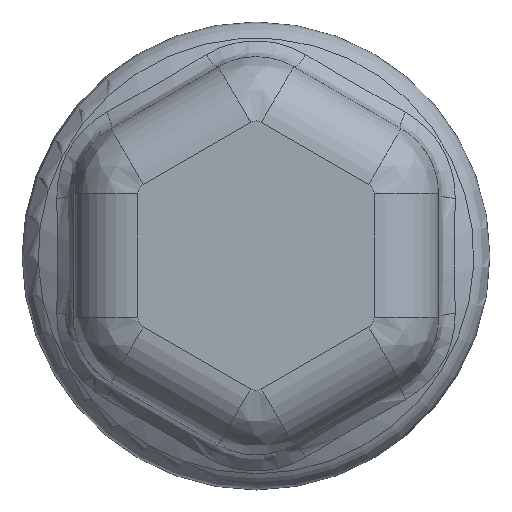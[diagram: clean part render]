
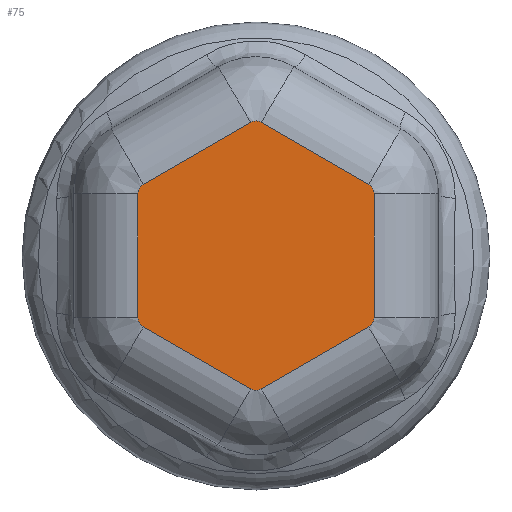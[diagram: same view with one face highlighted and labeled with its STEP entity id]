
A CAD part, top view. The second image highlights one B-rep face of the part: STEP entity #75.
In plain terms, the highlighted planar face has unit normal (0, 0, 1).
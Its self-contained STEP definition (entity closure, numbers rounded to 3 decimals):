
#75 = ADVANCED_FACE( '', ( #156 ), #157, .F. );
#156 = FACE_OUTER_BOUND( '', #322, .T. );
#157 = PLANE( '', #323 );
#322 = EDGE_LOOP( '', ( #2852, #2853, #2854, #2855, #2856, #2857, #2858, #2859, #2860, #2861, #2862, #2863 ) );
#323 = AXIS2_PLACEMENT_3D( '', #2864, #2865, #2866 );
#2852 = ORIENTED_EDGE( '', *, *, #3348, .F. );
#2853 = ORIENTED_EDGE( '', *, *, #3349, .T. );
#2854 = ORIENTED_EDGE( '', *, *, #3350, .F. );
#2855 = ORIENTED_EDGE( '', *, *, #3351, .T. );
#2856 = ORIENTED_EDGE( '', *, *, #3352, .F. );
#2857 = ORIENTED_EDGE( '', *, *, #3353, .T. );
#2858 = ORIENTED_EDGE( '', *, *, #3354, .F. );
#2859 = ORIENTED_EDGE( '', *, *, #3355, .T. );
#2860 = ORIENTED_EDGE( '', *, *, #3356, .F. );
#2861 = ORIENTED_EDGE( '', *, *, #3357, .T. );
#2862 = ORIENTED_EDGE( '', *, *, #3358, .F. );
#2863 = ORIENTED_EDGE( '', *, *, #3359, .T. );
#2864 = CARTESIAN_POINT( '', ( 8.5, -14.722, 10.5 ) );
#2865 = DIRECTION( '', ( 0., 0., -1. ) );
#2866 = DIRECTION( '', ( -0.5, -0.866, 0. ) );
#3348 = EDGE_CURVE( '', #3521, #3522, #3523, .T. );
#3349 = EDGE_CURVE( '', #3521, #3524, #3525, .T. );
#3350 = EDGE_CURVE( '', #3526, #3524, #3527, .T. );
#3351 = EDGE_CURVE( '', #3526, #3528, #3529, .T. );
#3352 = EDGE_CURVE( '', #3530, #3528, #3531, .T. );
#3353 = EDGE_CURVE( '', #3530, #3532, #3533, .T. );
#3354 = EDGE_CURVE( '', #3534, #3532, #3535, .T. );
#3355 = EDGE_CURVE( '', #3534, #3536, #3537, .T. );
#3356 = EDGE_CURVE( '', #3538, #3536, #3539, .T. );
#3357 = EDGE_CURVE( '', #3538, #3540, #3541, .T. );
#3358 = EDGE_CURVE( '', #3542, #3540, #3543, .T. );
#3359 = EDGE_CURVE( '', #3542, #3522, #3544, .T. );
#3521 = VERTEX_POINT( '', #3795 );
#3522 = VERTEX_POINT( '', #3796 );
#3523 = CIRCLE( '', #3797, 0.5 );
#3524 = VERTEX_POINT( '', #3798 );
#3525 = LINE( '', #3799, #3800 );
#3526 = VERTEX_POINT( '', #3801 );
#3527 = CIRCLE( '', #3802, 0.5 );
#3528 = VERTEX_POINT( '', #3803 );
#3529 = LINE( '', #3804, #3805 );
#3530 = VERTEX_POINT( '', #3806 );
#3531 = CIRCLE( '', #3807, 0.5 );
#3532 = VERTEX_POINT( '', #3808 );
#3533 = LINE( '', #3809, #3810 );
#3534 = VERTEX_POINT( '', #3811 );
#3535 = CIRCLE( '', #3812, 0.5 );
#3536 = VERTEX_POINT( '', #3813 );
#3537 = LINE( '', #3814, #3815 );
#3538 = VERTEX_POINT( '', #3816 );
#3539 = CIRCLE( '', #3817, 0.5 );
#3540 = VERTEX_POINT( '', #3818 );
#3541 = LINE( '', #3819, #3820 );
#3542 = VERTEX_POINT( '', #3821 );
#3543 = CIRCLE( '', #3822, 0.5 );
#3544 = LINE( '', #3823, #3824 );
#3795 = CARTESIAN_POINT( '', ( -5.25, -3.32, 10.5 ) );
#3796 = CARTESIAN_POINT( '', ( -5.5, -2.887, 10.5 ) );
#3797 = AXIS2_PLACEMENT_3D( '', #5395, #5396, #5397 );
#3798 = CARTESIAN_POINT( '', ( -0.25, -6.207, 10.5 ) );
#3799 = CARTESIAN_POINT( '', ( 10., -12.124, 10.5 ) );
#3800 = VECTOR( '', #5398, 1000. );
#3801 = CARTESIAN_POINT( '', ( 0.25, -6.207, 10.5 ) );
#3802 = AXIS2_PLACEMENT_3D( '', #5399, #5400, #5401 );
#3803 = CARTESIAN_POINT( '', ( 5.25, -3.32, 10.5 ) );
#3804 = CARTESIAN_POINT( '', ( 2.75, -4.763, 10.5 ) );
#3805 = VECTOR( '', #5402, 1000. );
#3806 = CARTESIAN_POINT( '', ( 5.5, -2.887, 10.5 ) );
#3807 = AXIS2_PLACEMENT_3D( '', #5403, #5404, #5405 );
#3808 = CARTESIAN_POINT( '', ( 5.5, 2.887, 10.5 ) );
#3809 = CARTESIAN_POINT( '', ( 5.5, -14.722, 10.5 ) );
#3810 = VECTOR( '', #5406, 1000. );
#3811 = CARTESIAN_POINT( '', ( 5.25, 3.32, 10.5 ) );
#3812 = AXIS2_PLACEMENT_3D( '', #5407, #5408, #5409 );
#3813 = CARTESIAN_POINT( '', ( 0.25, 6.207, 10.5 ) );
#3814 = CARTESIAN_POINT( '', ( 15.5, -2.598, 10.5 ) );
#3815 = VECTOR( '', #5410, 1000. );
#3816 = CARTESIAN_POINT( '', ( -0.25, 6.207, 10.5 ) );
#3817 = AXIS2_PLACEMENT_3D( '', #5411, #5412, #5413 );
#3818 = CARTESIAN_POINT( '', ( -5.25, 3.32, 10.5 ) );
#3819 = CARTESIAN_POINT( '', ( -2.75, 4.763, 10.5 ) );
#3820 = VECTOR( '', #5414, 1000. );
#3821 = CARTESIAN_POINT( '', ( -5.5, 2.887, 10.5 ) );
#3822 = AXIS2_PLACEMENT_3D( '', #5415, #5416, #5417 );
#3823 = CARTESIAN_POINT( '', ( -5.5, -14.722, 10.5 ) );
#3824 = VECTOR( '', #5418, 1000. );
#5395 = CARTESIAN_POINT( '', ( -5., -2.887, 10.5 ) );
#5396 = DIRECTION( '', ( 0., 0., -1. ) );
#5397 = DIRECTION( '', ( -1., 0., 0. ) );
#5398 = DIRECTION( '', ( 0.866, -0.5, 0. ) );
#5399 = CARTESIAN_POINT( '', ( 0., -5.774, 10.5 ) );
#5400 = DIRECTION( '', ( 0., 0., -1. ) );
#5401 = DIRECTION( '', ( -1., 0., 0. ) );
#5402 = DIRECTION( '', ( 0.866, 0.5, 0. ) );
#5403 = CARTESIAN_POINT( '', ( 5., -2.887, 10.5 ) );
#5404 = DIRECTION( '', ( 0., 0., -1. ) );
#5405 = DIRECTION( '', ( -1., 0., 0. ) );
#5406 = DIRECTION( '', ( 0., 1., 0. ) );
#5407 = CARTESIAN_POINT( '', ( 5., 2.887, 10.5 ) );
#5408 = DIRECTION( '', ( 0., 0., -1. ) );
#5409 = DIRECTION( '', ( -1., 0., 0. ) );
#5410 = DIRECTION( '', ( -0.866, 0.5, 0. ) );
#5411 = CARTESIAN_POINT( '', ( 0., 5.774, 10.5 ) );
#5412 = DIRECTION( '', ( 0., 0., -1. ) );
#5413 = DIRECTION( '', ( -1., 0., 0. ) );
#5414 = DIRECTION( '', ( -0.866, -0.5, 0. ) );
#5415 = CARTESIAN_POINT( '', ( -5., 2.887, 10.5 ) );
#5416 = DIRECTION( '', ( 0., 0., -1. ) );
#5417 = DIRECTION( '', ( -1., 0., 0. ) );
#5418 = DIRECTION( '', ( 0., -1., 0. ) );
